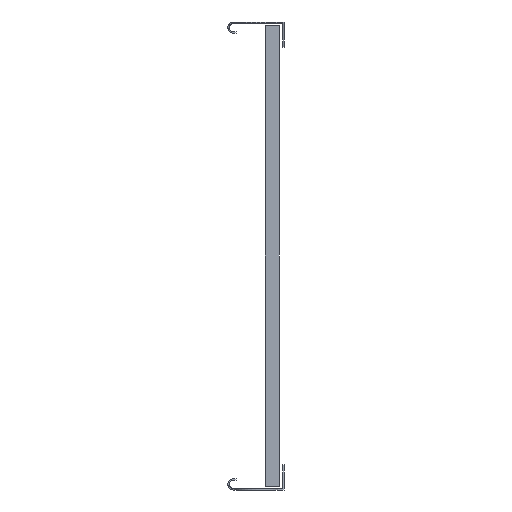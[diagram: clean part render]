
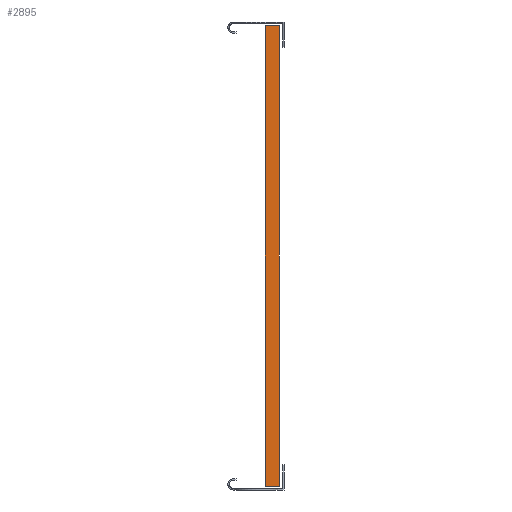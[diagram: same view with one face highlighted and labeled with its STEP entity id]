
A CAD part, left-side view. The second image highlights one B-rep face of the part: STEP entity #2895.
In plain terms, the highlighted planar face has unit normal (-1, 0, 0).
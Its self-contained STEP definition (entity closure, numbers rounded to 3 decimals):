
#359 = CARTESIAN_POINT ( 'NONE',  ( -15., 0., 246. ) ) ;
#967 = CARTESIAN_POINT ( 'NONE',  ( -15., 3., -246. ) ) ;
#1005 = EDGE_CURVE ( 'NONE', #6109, #6840, #7535, .T. ) ;
#1181 = VECTOR ( 'NONE', #7118, 1000. ) ;
#1983 = LINE ( 'NONE', #967, #2069 ) ;
#2069 = VECTOR ( 'NONE', #4651, 1000. ) ;
#2128 = EDGE_LOOP ( 'NONE', ( #7364, #7041, #3864, #3239 ) ) ;
#2350 = EDGE_CURVE ( 'NONE', #5686, #6109, #5014, .T. ) ;
#2482 = CARTESIAN_POINT ( 'NONE',  ( -15., 0., -246. ) ) ;
#2603 = VECTOR ( 'NONE', #4866, 1000. ) ;
#2621 = CARTESIAN_POINT ( 'NONE',  ( -15., 15., -246. ) ) ;
#2895 = ADVANCED_FACE ( 'NONE', ( #6869 ), #3192, .F. ) ;
#3058 = DIRECTION ( 'NONE',  ( 0., 0., 1. ) ) ;
#3192 = PLANE ( 'NONE',  #6911 ) ;
#3239 = ORIENTED_EDGE ( 'NONE', *, *, #3935, .T. ) ;
#3275 = CARTESIAN_POINT ( 'NONE',  ( -15., 15., -246. ) ) ;
#3584 = CARTESIAN_POINT ( 'NONE',  ( -15., 15., 246. ) ) ;
#3671 = CARTESIAN_POINT ( 'NONE',  ( -15., 3., -246. ) ) ;
#3700 = DIRECTION ( 'NONE',  ( 1., 0., 0. ) ) ;
#3721 = DIRECTION ( 'NONE',  ( 0., 0., -1. ) ) ;
#3864 = ORIENTED_EDGE ( 'NONE', *, *, #7875, .F. ) ;
#3935 = EDGE_CURVE ( 'NONE', #7544, #6840, #6899, .T. ) ;
#4651 = DIRECTION ( 'NONE',  ( 0., 1., 0. ) ) ;
#4866 = DIRECTION ( 'NONE',  ( 0., 0., 1. ) ) ;
#5014 = LINE ( 'NONE', #3275, #2603 ) ;
#5686 = VERTEX_POINT ( 'NONE', #2621 ) ;
#6109 = VERTEX_POINT ( 'NONE', #3584 ) ;
#6284 = VECTOR ( 'NONE', #3058, 1000. ) ;
#6840 = VERTEX_POINT ( 'NONE', #359 ) ;
#6869 = FACE_OUTER_BOUND ( 'NONE', #2128, .T. ) ;
#6899 = LINE ( 'NONE', #7314, #6284 ) ;
#6911 = AXIS2_PLACEMENT_3D ( 'NONE', #3671, #3700, #3721 ) ;
#7041 = ORIENTED_EDGE ( 'NONE', *, *, #2350, .F. ) ;
#7091 = CARTESIAN_POINT ( 'NONE',  ( -15., 3., 246. ) ) ;
#7118 = DIRECTION ( 'NONE',  ( 0., -1., 0. ) ) ;
#7314 = CARTESIAN_POINT ( 'NONE',  ( -15., 0., -246. ) ) ;
#7364 = ORIENTED_EDGE ( 'NONE', *, *, #1005, .F. ) ;
#7535 = LINE ( 'NONE', #7091, #1181 ) ;
#7544 = VERTEX_POINT ( 'NONE', #2482 ) ;
#7875 = EDGE_CURVE ( 'NONE', #7544, #5686, #1983, .T. ) ;
